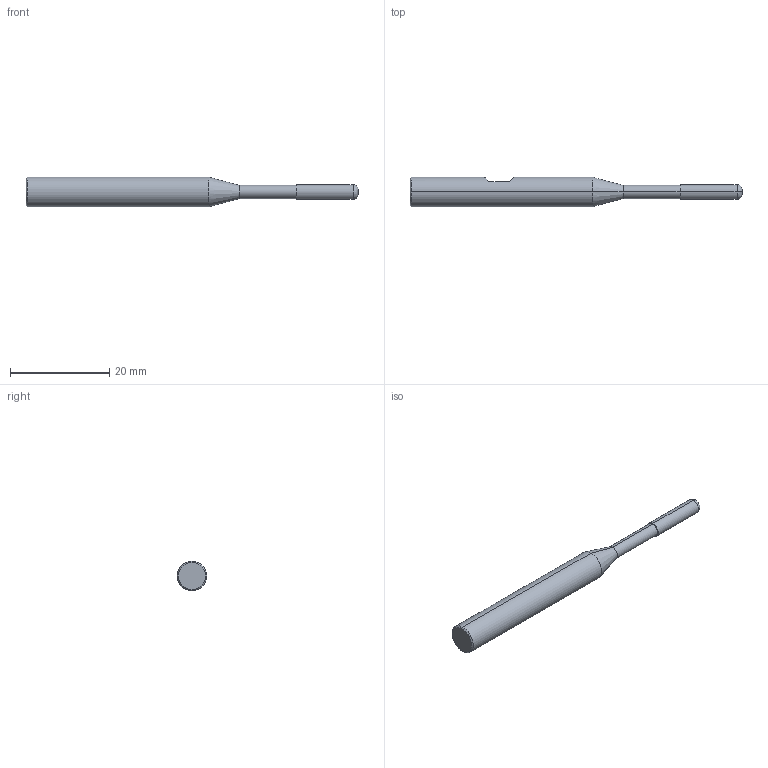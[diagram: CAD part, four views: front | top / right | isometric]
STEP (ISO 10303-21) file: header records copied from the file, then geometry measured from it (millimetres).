
FILE_DESCRIPTION((''),'2;1');
FILE_NAME('5371103410_ASM','2020-12-09T09:33:50',('schmidtst'),(''),'CREO PARAMETRIC BY PTC INC, 2020053','CREO PARAMETRIC BY PTC INC, 2020053','');
FILE_SCHEMA(('AP242_MANAGED_MODEL_BASED_3D_ENGINEERING_MIM_LF { 1 0 10303 442 1 1 4 }'));
Length unit declared in the file: millimetre
Products named in the file (3): 5371103410NC; 5371103410C; 5371103410_ASM
Assembly tree (2 placements, depth 2):
  5371103410_ASM
    5371103410NC
    5371103410C
Bounding box: 67 x 6 x 6 mm (x, y, z)
Volume: 1276.4 mm3; surface area: 1037.6 mm2
Topology: 2 solids, 2 shells, 19 faces, 47 edges, 36 vertices
Faces by surface type: plane 7, cylinder 6, cone 4, bspline 2
Entity records: 1763 total; most frequent: CARTESIAN_POINT 207, DIRECTION 181, PROPERTY_DEFINITION 106, REPRESENTATION 104, PROPERTY_DEFINITION_REPRESENTATION 104, GENERAL_PROPERTY 87, GENERAL_PROPERTY_ASSOCIATION 87, AXIS2_PLACEMENT_3D 73
